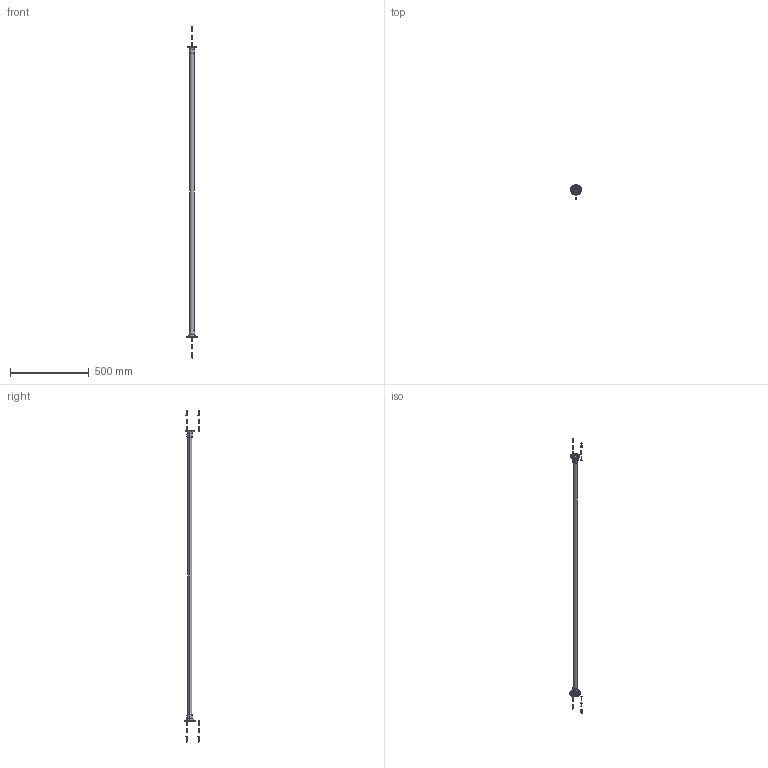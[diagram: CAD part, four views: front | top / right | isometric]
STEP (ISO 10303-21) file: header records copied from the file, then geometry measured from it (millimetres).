
FILE_DESCRIPTION((''),'2;1');
FILE_NAME('2739B_ASM','2010-10-14T',('project'),(''),'PRO/ENGINEER BY PARAMETRIC TECHNOLOGY CORPORATION, 2009300','PRO/ENGINEER BY PARAMETRIC TECHNOLOGY CORPORATION, 2009300','');
FILE_SCHEMA(('CONFIG_CONTROL_DESIGN'));
Length unit declared in the file: inch
Products named in the file (12): 0239MP; 4500S; 1139R-6; 2700C; 1139S; IIXXD; _120; 8_1_2CPZ; 91479; 91460; 1-240_ASM; 2739B_ASM
Assembly tree (19 placements, depth 3):
  2739B_ASM
    0239MP
    4500S
    1139R-6
    2700C  x2
    1139S  x2
    IIXXD  x2
    _120  x2
    1-240_ASM  x2
      8_1_2CPZ
      91479
      91460
Bounding box: 70 x 97.75 x 2104.73 mm (x, y, z)
Volume: 197486.6 mm3; surface area: 355314.5 mm2
Topology: 33 solids, 33 shells, 3356 faces, 9379 edges, 6138 vertices
Faces by surface type: plane 1393, bspline 1078, cylinder 732, cone 66, torus 63, sphere 16, extrusion 8
Entity records: 67299 total; most frequent: CARTESIAN_POINT 30437, ORIENTED_EDGE 8596, DIRECTION 5864, EDGE_CURVE 4298, VERTEX_POINT 2771, VECTOR 2598, LINE 2596, EDGE_LOOP 1663
